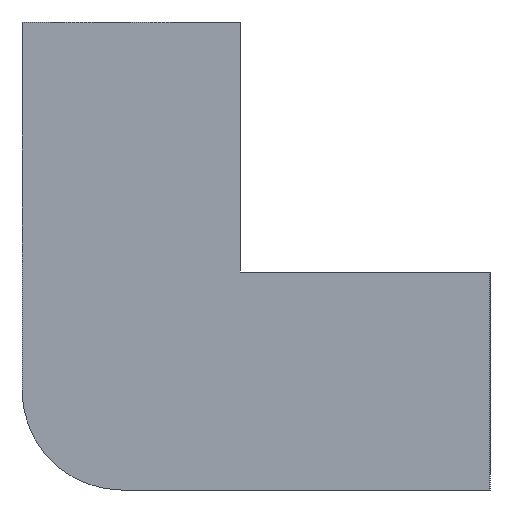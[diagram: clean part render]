
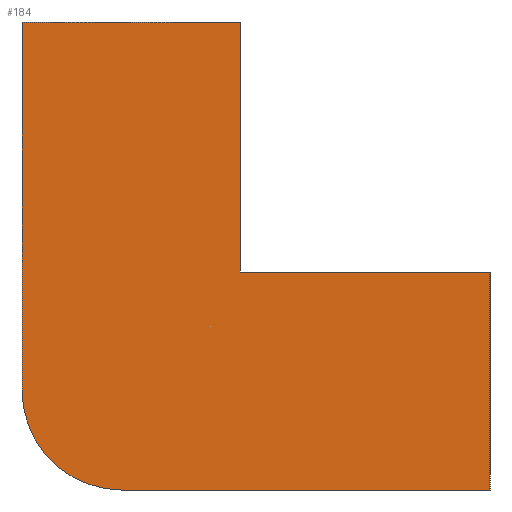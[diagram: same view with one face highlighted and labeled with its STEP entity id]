
A CAD part, left-side view. The second image highlights one B-rep face of the part: STEP entity #184.
In plain terms, the highlighted planar face has unit normal (-1, 0, 0).
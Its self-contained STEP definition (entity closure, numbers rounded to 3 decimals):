
#43 = DIRECTION ( 'NONE',  ( 0., 0., 1. ) ) ;
#49 = AXIS2_PLACEMENT_3D ( 'NONE', #155, #64, #226 ) ;
#57 = CARTESIAN_POINT ( 'NONE',  ( -26.7, 23.4, 23.4 ) ) ;
#60 = LINE ( 'NONE', #288, #278 ) ;
#64 = DIRECTION ( 'NONE',  ( 1., 0., 0. ) ) ;
#69 = VERTEX_POINT ( 'NONE', #464 ) ;
#71 = VECTOR ( 'NONE', #356, 1000. ) ;
#79 = ORIENTED_EDGE ( 'NONE', *, *, #318, .F. ) ;
#87 = VERTEX_POINT ( 'NONE', #479 ) ;
#101 = CARTESIAN_POINT ( 'NONE',  ( -26.7, 1.6, -1.6 ) ) ;
#103 = FACE_OUTER_BOUND ( 'NONE', #281, .T. ) ;
#113 = LINE ( 'NONE', #156, #71 ) ;
#119 = CARTESIAN_POINT ( 'NONE',  ( -26.7, 13.4, -13.4 ) ) ;
#127 = DIRECTION ( 'NONE',  ( 0., -1., 0. ) ) ;
#145 = EDGE_CURVE ( 'NONE', #349, #317, #439, .T. ) ;
#155 = CARTESIAN_POINT ( 'NONE',  ( -26.7, 13.4, -13.4 ) ) ;
#156 = CARTESIAN_POINT ( 'NONE',  ( -26.7, 13.4, -23.4 ) ) ;
#161 = EDGE_CURVE ( 'NONE', #222, #182, #230, .T. ) ;
#165 = DIRECTION ( 'NONE',  ( 0., 0., -1. ) ) ;
#182 = VERTEX_POINT ( 'NONE', #101 ) ;
#184 = ADVANCED_FACE ( 'NONE', ( #103 ), #285, .F. ) ;
#186 = VECTOR ( 'NONE', #496, 1000. ) ;
#187 = ORIENTED_EDGE ( 'NONE', *, *, #229, .F. ) ;
#188 = VECTOR ( 'NONE', #127, 1000. ) ;
#216 = CARTESIAN_POINT ( 'NONE',  ( -26.7, 13.4, -23.4 ) ) ;
#222 = VERTEX_POINT ( 'NONE', #488 ) ;
#226 = DIRECTION ( 'NONE',  ( 0., 0., -1. ) ) ;
#229 = EDGE_CURVE ( 'NONE', #69, #87, #492, .T. ) ;
#230 = LINE ( 'NONE', #476, #186 ) ;
#233 = VERTEX_POINT ( 'NONE', #216 ) ;
#239 = LINE ( 'NONE', #57, #188 ) ;
#268 = EDGE_CURVE ( 'NONE', #317, #222, #239, .T. ) ;
#275 = CARTESIAN_POINT ( 'NONE',  ( -26.7, 23.4, 23.4 ) ) ;
#278 = VECTOR ( 'NONE', #331, 1000. ) ;
#281 = EDGE_LOOP ( 'NONE', ( #187, #79, #294, #458, #395, #443, #469 ) ) ;
#283 = DIRECTION ( 'NONE',  ( 0., 0., -1. ) ) ;
#285 = PLANE ( 'NONE',  #49 ) ;
#288 = CARTESIAN_POINT ( 'NONE',  ( -26.7, -23.4, -1.6 ) ) ;
#294 = ORIENTED_EDGE ( 'NONE', *, *, #161, .F. ) ;
#317 = VERTEX_POINT ( 'NONE', #441 ) ;
#318 = EDGE_CURVE ( 'NONE', #182, #69, #60, .T. ) ;
#320 = CARTESIAN_POINT ( 'NONE',  ( -26.7, -23.4, -1.6 ) ) ;
#321 = CIRCLE ( 'NONE', #431, 10. ) ;
#323 = DIRECTION ( 'NONE',  ( 1., 0., 0. ) ) ;
#331 = DIRECTION ( 'NONE',  ( 0., -1., 0. ) ) ;
#349 = VERTEX_POINT ( 'NONE', #451 ) ;
#356 = DIRECTION ( 'NONE',  ( 0., 1., 0. ) ) ;
#395 = ORIENTED_EDGE ( 'NONE', *, *, #145, .F. ) ;
#399 = VECTOR ( 'NONE', #43, 1000. ) ;
#431 = AXIS2_PLACEMENT_3D ( 'NONE', #119, #323, #283 ) ;
#439 = LINE ( 'NONE', #275, #399 ) ;
#441 = CARTESIAN_POINT ( 'NONE',  ( -26.7, 23.4, 23.4 ) ) ;
#443 = ORIENTED_EDGE ( 'NONE', *, *, #526, .F. ) ;
#451 = CARTESIAN_POINT ( 'NONE',  ( -26.7, 23.4, -13.4 ) ) ;
#458 = ORIENTED_EDGE ( 'NONE', *, *, #268, .F. ) ;
#464 = CARTESIAN_POINT ( 'NONE',  ( -26.7, -23.4, -1.6 ) ) ;
#469 = ORIENTED_EDGE ( 'NONE', *, *, #500, .F. ) ;
#471 = VECTOR ( 'NONE', #165, 1000. ) ;
#476 = CARTESIAN_POINT ( 'NONE',  ( -26.7, 1.6, 23.4 ) ) ;
#479 = CARTESIAN_POINT ( 'NONE',  ( -26.7, -23.4, -23.4 ) ) ;
#488 = CARTESIAN_POINT ( 'NONE',  ( -26.7, 1.6, 23.4 ) ) ;
#492 = LINE ( 'NONE', #320, #471 ) ;
#496 = DIRECTION ( 'NONE',  ( 0., 0., -1. ) ) ;
#500 = EDGE_CURVE ( 'NONE', #87, #233, #113, .T. ) ;
#526 = EDGE_CURVE ( 'NONE', #233, #349, #321, .T. ) ;
